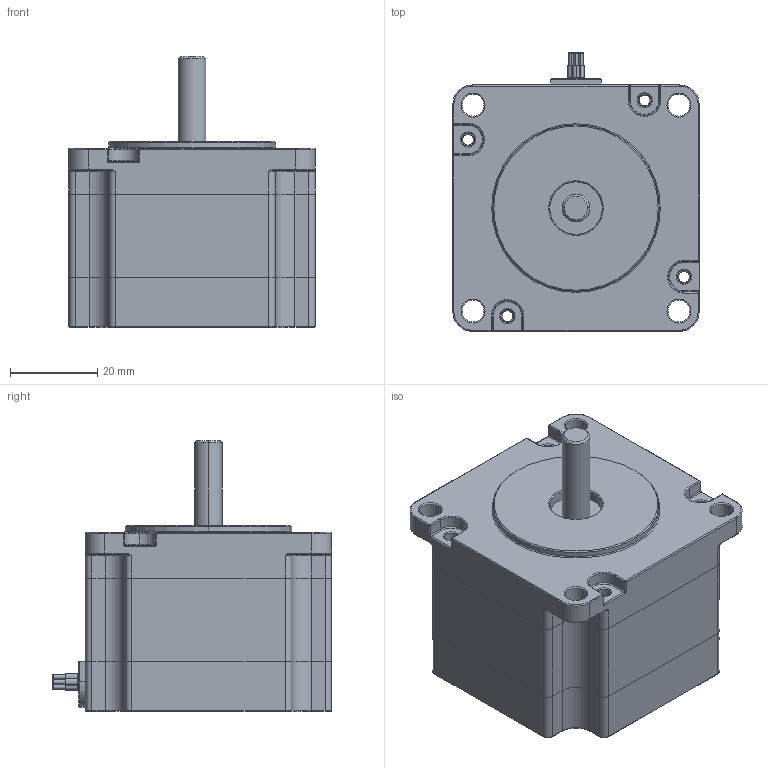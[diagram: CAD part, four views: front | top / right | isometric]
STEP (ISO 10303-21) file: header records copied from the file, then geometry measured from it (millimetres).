
FILE_DESCRIPTION (( 'STEP AP214' ), '1' );
FILE_NAME ('NEMA23 Stepper.STEP', '2018-04-07T07:28:22', ( '' ), ( '' ), 'SwSTEP 2.0', 'SolidWorks 2017', '' );
FILE_SCHEMA (( 'AUTOMOTIVE_DESIGN' ));
Length unit declared in the file: millimetre
Products named in the file (1): NEMA23 Stepper
Bounding box: 56.4 x 63.9 x 62 mm (x, y, z)
Volume: 118874.4 mm3; surface area: 29157.7 mm2
Topology: 5 solids, 5 shells, 365 faces, 871 edges, 510 vertices
Faces by surface type: cylinder 167, plane 77, torus 75, cone 32, bspline 8, sphere 6
Entity records: 14811 total; most frequent: CARTESIAN_POINT 2031, DIRECTION 2018, ORIENTED_EDGE 1714, EDGE_CURVE 857, AXIS2_PLACEMENT_3D 827, VERTEX_POINT 510, CIRCLE 469, EDGE_LOOP 405
